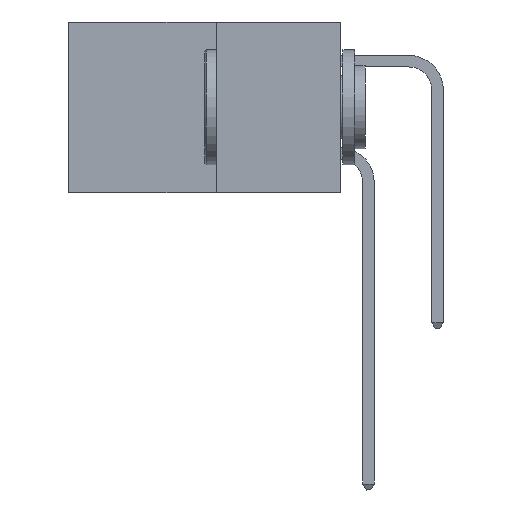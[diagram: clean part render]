
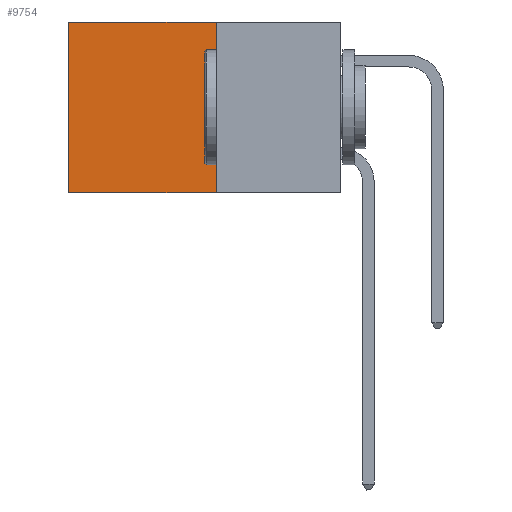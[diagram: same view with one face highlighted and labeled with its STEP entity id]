
A CAD part, left-side view. The second image highlights one B-rep face of the part: STEP entity #9754.
In plain terms, the highlighted planar face has unit normal (-1, 0, 0).
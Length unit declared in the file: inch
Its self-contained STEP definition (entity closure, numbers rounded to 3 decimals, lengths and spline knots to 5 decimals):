
#449 = DIRECTION ( 'NONE',  ( 0., 1., 0. ) ) ;
#571 = CARTESIAN_POINT ( 'NONE',  ( 0.277, 0.27, 0. ) ) ;
#657 = VECTOR ( 'NONE', #9263, 39.37008 ) ;
#698 = VERTEX_POINT ( 'NONE', #3293 ) ;
#827 = EDGE_CURVE ( 'NONE', #8287, #6278, #11371, .T. ) ;
#1036 = ORIENTED_EDGE ( 'NONE', *, *, #7584, .F. ) ;
#1171 = PLANE ( 'NONE',  #2880 ) ;
#1281 = VERTEX_POINT ( 'NONE', #2649 ) ;
#1621 = CARTESIAN_POINT ( 'NONE',  ( 0.277, 0.59, 0. ) ) ;
#2649 = CARTESIAN_POINT ( 'NONE',  ( 0.277, 0.27, 0. ) ) ;
#2880 = AXIS2_PLACEMENT_3D ( 'NONE', #7908, #11439, #6187 ) ;
#3293 = CARTESIAN_POINT ( 'NONE',  ( 0.277, 0.27, -0.37 ) ) ;
#3575 = LINE ( 'NONE', #5743, #657 ) ;
#3987 = EDGE_CURVE ( 'NONE', #1281, #8287, #12070, .T. ) ;
#4472 = ORIENTED_EDGE ( 'NONE', *, *, #10983, .F. ) ;
#4736 = DIRECTION ( 'NONE',  ( 0., 0., -1. ) ) ;
#5022 = VECTOR ( 'NONE', #449, 39.37008 ) ;
#5743 = CARTESIAN_POINT ( 'NONE',  ( 0.277, 0.27, -0.37 ) ) ;
#6090 = FACE_OUTER_BOUND ( 'NONE', #7575, .T. ) ;
#6187 = DIRECTION ( 'NONE',  ( 0., 0., -1. ) ) ;
#6278 = VERTEX_POINT ( 'NONE', #7643 ) ;
#6564 = CARTESIAN_POINT ( 'NONE',  ( 0.277, 0.27, -0.37 ) ) ;
#7132 = ORIENTED_EDGE ( 'NONE', *, *, #827, .T. ) ;
#7514 = DIRECTION ( 'NONE',  ( 0., 0., -1. ) ) ;
#7575 = EDGE_LOOP ( 'NONE', ( #7132, #4472, #1036, #9628 ) ) ;
#7584 = EDGE_CURVE ( 'NONE', #1281, #698, #9660, .T. ) ;
#7643 = CARTESIAN_POINT ( 'NONE',  ( 0.277, 0.59, -0.37 ) ) ;
#7908 = CARTESIAN_POINT ( 'NONE',  ( 0.277, 0.27, -0.37 ) ) ;
#8287 = VERTEX_POINT ( 'NONE', #1621 ) ;
#9017 = VECTOR ( 'NONE', #7514, 39.37008 ) ;
#9263 = DIRECTION ( 'NONE',  ( 0., 1., 0. ) ) ;
#9628 = ORIENTED_EDGE ( 'NONE', *, *, #3987, .T. ) ;
#9660 = LINE ( 'NONE', #6564, #11724 ) ;
#9754 = ADVANCED_FACE ( 'NONE', ( #6090 ), #1171, .F. ) ;
#10196 = CARTESIAN_POINT ( 'NONE',  ( 0.277, 0.59, -0.37 ) ) ;
#10983 = EDGE_CURVE ( 'NONE', #698, #6278, #3575, .T. ) ;
#11371 = LINE ( 'NONE', #10196, #9017 ) ;
#11439 = DIRECTION ( 'NONE',  ( 1., 0., 0. ) ) ;
#11724 = VECTOR ( 'NONE', #4736, 39.37008 ) ;
#12070 = LINE ( 'NONE', #571, #5022 ) ;
